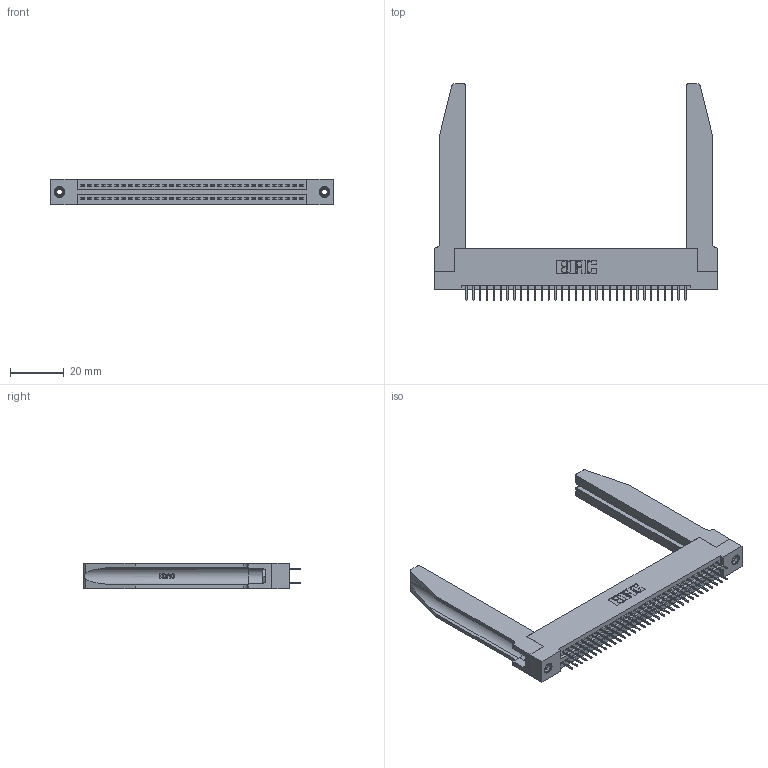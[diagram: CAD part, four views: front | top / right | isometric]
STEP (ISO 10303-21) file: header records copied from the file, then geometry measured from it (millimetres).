
FILE_DESCRIPTION (( 'STEP AP203' ), '1' );
FILE_NAME ('345-066-524-278.STEP', '2019-10-30T16:44:49', ( '' ), ( '' ), 'SwSTEP 2.0', 'SolidWorks 2016', '' );
FILE_SCHEMA (( 'CONFIG_CONTROL_DESIGN' ));
Length unit declared in the file: inch
Products named in the file (5): 345-220-078_345-220-078; 345-066-524-278; 345-250-001_345-250-001-102; 345 Part_Flush Mounting Lugs - 0.156 Dia-TH; 345-292-001_345-293-124
Assembly tree (71 placements, depth 2):
  345-066-524-278
    345 Part_Flush Mounting Lugs - 0.156 Dia-TH
    345-292-001_345-293-124  x66
    345-250-001_345-250-001-102  x2
    345-220-078_345-220-078  x2
Bounding box: 105.05 x 80.31 x 9.4 mm (x, y, z)
Volume: 17792.1 mm3; surface area: 21214.2 mm2
Topology: 71 solids, 71 shells, 3924 faces, 11047 edges, 7090 vertices
Faces by surface type: plane 2796, cylinder 1076, bspline 36, cone 12, torus 4
Entity records: 31918 total; most frequent: CARTESIAN_POINT 6275, ORIENTED_EDGE 5106, DIRECTION 4539, EDGE_CURVE 2553, VECTOR 2199, LINE 2199, VERTEX_POINT 1692, AXIS2_PLACEMENT_3D 1170
